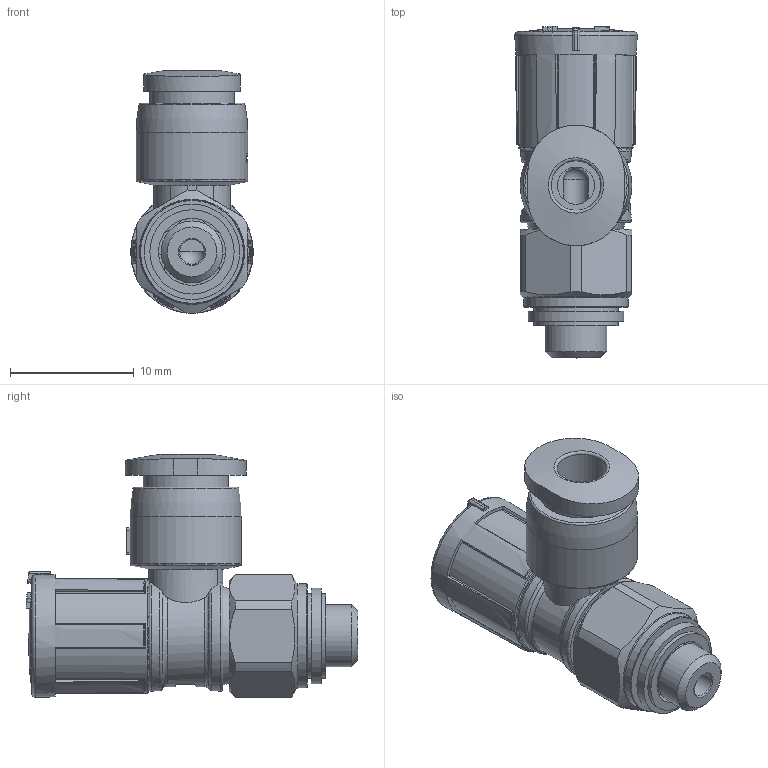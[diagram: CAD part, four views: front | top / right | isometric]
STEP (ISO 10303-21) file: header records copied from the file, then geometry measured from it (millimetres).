
FILE_DESCRIPTION(/* description */ ('STEP AP214'),/* implementation_level */ '2;1');
FILE_NAME(/* name */ '8157642_VFOE-LE-T-M5-Q4-F1A',/* time_stamp */ '2024-09-16T12:13:54+02:00',/* author */ ('License CC BY-ND 4.0'),/* organization */ ('CADENAS'),/* preprocessor_version */ 'ST-DEVELOPER v19.3',/* originating_system */ 'PARTsolutions',/* authorisation */ ' ');
FILE_SCHEMA (('AUTOMOTIVE_DESIGN {1 0 10303 214 3 1 1}'));
Length unit declared in the file: millimetre
Products named in the file (3): 8157642 VFOE-LE-T-M5-Q4-F1A---(high); 8068723 VFOE-LE-T-M5-Q4---(highp); 34634 OL-M5
Assembly tree (2 placements, depth 2):
  8157642 VFOE-LE-T-M5-Q4-F1A---(high)
    8068723 VFOE-LE-T-M5-Q4---(highp)
    34634 OL-M5
Bounding box: 9.9 x 26.79 x 19.62 mm (x, y, z)
Volume: 1938.2 mm3; surface area: 1672.4 mm2
Topology: 2 solids, 2 shells, 267 faces, 723 edges, 475 vertices
Faces by surface type: plane 132, cylinder 88, torus 30, cone 11, sphere 6
Full cylindrical faces by diameter (mm): 2 x1, 3 x1, 4 x1, 5 x1, 5.4 x1, 6.8 x2, 6.85 x1, 7.7 x1, 8.4 x1, 9 x1, 9.25 x1
Entity records: 9900 total; most frequent: CARTESIAN_POINT 1822, DIRECTION 1364, ORIENTED_EDGE 1348, EDGE_CURVE 674, AXIS2_PLACEMENT_3D 548, VERTEX_POINT 460, EDGE_LOOP 320, FACE_BOUND 320
